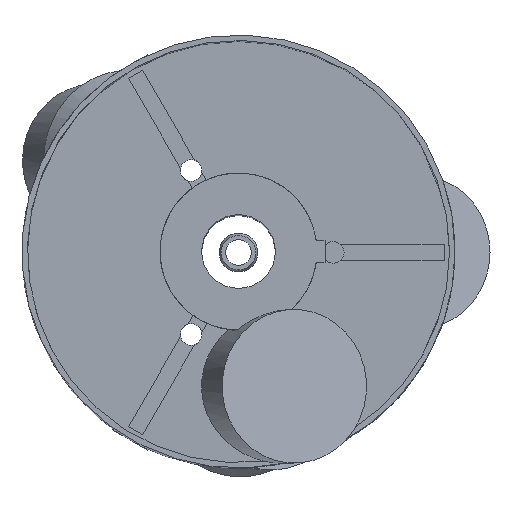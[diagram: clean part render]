
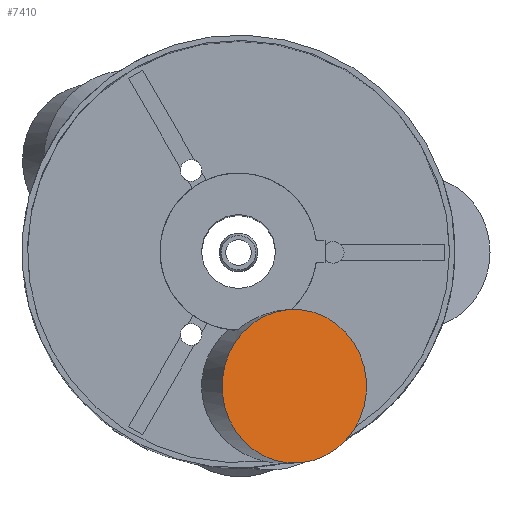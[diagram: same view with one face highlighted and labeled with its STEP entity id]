
A CAD part, top view. The second image highlights one B-rep face of the part: STEP entity #7410.
In plain terms, the highlighted planar face has unit normal (0.342, 0, 0.94).
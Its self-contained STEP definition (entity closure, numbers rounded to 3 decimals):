
#656 = CYLINDRICAL_SURFACE('',#657,28.4);
#657 = AXIS2_PLACEMENT_3D('',#658,#659,#660);
#658 = CARTESIAN_POINT('',(-11.875,-49.809,
    121.841));
#659 = DIRECTION('',(0.342,0.,0.94));
#660 = DIRECTION('',(0.082,-0.996,
    -0.03));
#4583 = VERTEX_POINT('',#4584);
#4584 = CARTESIAN_POINT('',(22.95,-78.1,
    210.263));
#4605 = EDGE_CURVE('',#4583,#4583,#4606,.T.);
#4606 = SURFACE_CURVE('',#4607,(#4612,#4619),.PCURVE_S1.);
#4607 = CIRCLE('',#4608,28.4);
#4608 = AXIS2_PLACEMENT_3D('',#4609,#4610,#4611);
#4609 = CARTESIAN_POINT('',(20.617,-49.809,
    211.112));
#4610 = DIRECTION('',(0.342,0.,0.94)
  );
#4611 = DIRECTION('',(0.082,-0.996,
    -0.03));
#4612 = PCURVE('',#656,#4613);
#4613 = DEFINITIONAL_REPRESENTATION('',(#4614),#4618);
#4614 = LINE('',#4615,#4616);
#4615 = CARTESIAN_POINT('',(0.,95.));
#4616 = VECTOR('',#4617,1.);
#4617 = DIRECTION('',(1.,0.));
#4618 = ( GEOMETRIC_REPRESENTATION_CONTEXT(2) 
PARAMETRIC_REPRESENTATION_CONTEXT() REPRESENTATION_CONTEXT('2D SPACE',''
  ) );
#4619 = PCURVE('',#4620,#4625);
#4620 = PLANE('',#4621);
#4621 = AXIS2_PLACEMENT_3D('',#4622,#4623,#4624);
#4622 = CARTESIAN_POINT('',(20.617,-49.809,
    211.112));
#4623 = DIRECTION('',(0.342,0.,0.94));
#4624 = DIRECTION('',(0.082,-0.996,
    -0.03));
#4625 = DEFINITIONAL_REPRESENTATION('',(#4626),#4630);
#4626 = CIRCLE('',#4627,28.4);
#4627 = AXIS2_PLACEMENT_2D('',#4628,#4629);
#4628 = CARTESIAN_POINT('',(0.,0.));
#4629 = DIRECTION('',(1.,0.));
#4630 = ( GEOMETRIC_REPRESENTATION_CONTEXT(2) 
PARAMETRIC_REPRESENTATION_CONTEXT() REPRESENTATION_CONTEXT('2D SPACE',''
  ) );
#7410 = ADVANCED_FACE('',(#7411),#4620,.T.);
#7411 = FACE_BOUND('',#7412,.T.);
#7412 = EDGE_LOOP('',(#7413));
#7413 = ORIENTED_EDGE('',*,*,#4605,.T.);
